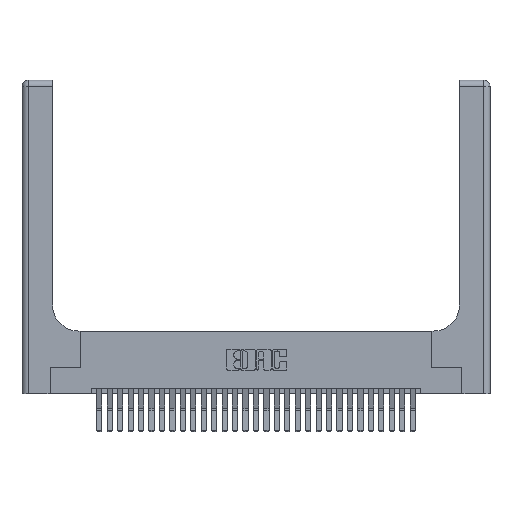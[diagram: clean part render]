
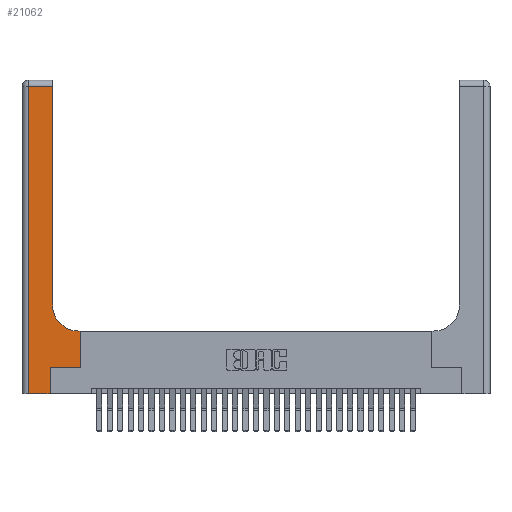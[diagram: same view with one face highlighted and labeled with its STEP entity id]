
A CAD part, top view. The second image highlights one B-rep face of the part: STEP entity #21062.
In plain terms, the highlighted planar face has unit normal (0, 0, 1).
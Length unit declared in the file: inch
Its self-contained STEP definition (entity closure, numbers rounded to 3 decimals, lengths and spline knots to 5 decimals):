
#690 = DIRECTION ( 'NONE',  ( 0., 1., 0. ) ) ;
#850 = CARTESIAN_POINT ( 'NONE',  ( 0., 2.94, 0.37 ) ) ;
#993 = ORIENTED_EDGE ( 'NONE', *, *, #28961, .T. ) ;
#1717 = PLANE ( 'NONE',  #8903 ) ;
#1817 = DIRECTION ( 'NONE',  ( 0., 0., -1. ) ) ;
#1891 = ORIENTED_EDGE ( 'NONE', *, *, #27598, .T. ) ;
#2913 = CARTESIAN_POINT ( 'NONE',  ( 0.269, 0., 0.37 ) ) ;
#3491 = DIRECTION ( 'NONE',  ( 0., 1., 0. ) ) ;
#5140 = CARTESIAN_POINT ( 'NONE',  ( 0.06, 0., 0.37 ) ) ;
#5271 = DIRECTION ( 'NONE',  ( 1., 0., 0. ) ) ;
#5603 = CARTESIAN_POINT ( 'NONE',  ( 0.5585, 0.25, 0.37 ) ) ;
#5663 = CARTESIAN_POINT ( 'NONE',  ( 0.269, 0., 0.37 ) ) ;
#7039 = LINE ( 'NONE', #8197, #20935 ) ;
#7504 = LINE ( 'NONE', #11983, #11977 ) ;
#7557 = ORIENTED_EDGE ( 'NONE', *, *, #17533, .T. ) ;
#7653 = VERTEX_POINT ( 'NONE', #5140 ) ;
#7704 = LINE ( 'NONE', #850, #12216 ) ;
#8197 = CARTESIAN_POINT ( 'NONE',  ( 0.2915, 3., 0.37 ) ) ;
#8572 = CARTESIAN_POINT ( 'NONE',  ( 0.269, 0.25, 0.37 ) ) ;
#8903 = AXIS2_PLACEMENT_3D ( 'NONE', #16215, #1817, #16005 ) ;
#9394 = ORIENTED_EDGE ( 'NONE', *, *, #29110, .T. ) ;
#9835 = ORIENTED_EDGE ( 'NONE', *, *, #22429, .T. ) ;
#10653 = VECTOR ( 'NONE', #26678, 39.37008 ) ;
#11139 = VERTEX_POINT ( 'NONE', #27842 ) ;
#11393 = EDGE_CURVE ( 'NONE', #27982, #7653, #12936, .T. ) ;
#11533 = VECTOR ( 'NONE', #27427, 39.37008 ) ;
#11843 = AXIS2_PLACEMENT_3D ( 'NONE', #28997, #16817, #26366 ) ;
#11945 = CARTESIAN_POINT ( 'NONE',  ( 0.5585, 0.6, 0.37 ) ) ;
#11977 = VECTOR ( 'NONE', #5271, 39.37008 ) ;
#11983 = CARTESIAN_POINT ( 'NONE',  ( 0., 0., 0.37 ) ) ;
#12216 = VECTOR ( 'NONE', #27819, 39.37008 ) ;
#12936 = LINE ( 'NONE', #14384, #10653 ) ;
#13456 = VECTOR ( 'NONE', #28013, 39.37008 ) ;
#13490 = VERTEX_POINT ( 'NONE', #11945 ) ;
#14384 = CARTESIAN_POINT ( 'NONE',  ( 0.06, 3., 0.37 ) ) ;
#14422 = ORIENTED_EDGE ( 'NONE', *, *, #14563, .T. ) ;
#14563 = EDGE_CURVE ( 'NONE', #7653, #25508, #7504, .T. ) ;
#15518 = VECTOR ( 'NONE', #29598, 39.37008 ) ;
#15807 = CARTESIAN_POINT ( 'NONE',  ( 0.269, 0.25, 0.37 ) ) ;
#16005 = DIRECTION ( 'NONE',  ( -1., 0., 0. ) ) ;
#16215 = CARTESIAN_POINT ( 'NONE',  ( 0., 3., 0.37 ) ) ;
#16817 = DIRECTION ( 'NONE',  ( 0., 0., -1. ) ) ;
#17533 = EDGE_CURVE ( 'NONE', #21594, #11139, #7039, .T. ) ;
#17536 = EDGE_CURVE ( 'NONE', #13490, #21500, #26954, .T. ) ;
#17733 = CARTESIAN_POINT ( 'NONE',  ( 0.5585, 0.25, 0.37 ) ) ;
#18763 = ORIENTED_EDGE ( 'NONE', *, *, #11393, .T. ) ;
#18910 = EDGE_CURVE ( 'NONE', #11139, #27982, #7704, .T. ) ;
#20499 = LINE ( 'NONE', #2913, #27267 ) ;
#20935 = VECTOR ( 'NONE', #3491, 39.37008 ) ;
#21062 = ADVANCED_FACE ( 'NONE', ( #21486 ), #1717, .F. ) ;
#21486 = FACE_OUTER_BOUND ( 'NONE', #23800, .T. ) ;
#21500 = VERTEX_POINT ( 'NONE', #24568 ) ;
#21594 = VERTEX_POINT ( 'NONE', #27416 ) ;
#22429 = EDGE_CURVE ( 'NONE', #25508, #25059, #20499, .T. ) ;
#22592 = CARTESIAN_POINT ( 'NONE',  ( 0.2915, 0.6, 0.37 ) ) ;
#23800 = EDGE_LOOP ( 'NONE', ( #7557, #29312, #18763, #14422, #9835, #1891, #9394, #26158, #993 ) ) ;
#24568 = CARTESIAN_POINT ( 'NONE',  ( 0.5415, 0.6, 0.37 ) ) ;
#25059 = VERTEX_POINT ( 'NONE', #15807 ) ;
#25508 = VERTEX_POINT ( 'NONE', #5663 ) ;
#26038 = LINE ( 'NONE', #17733, #15518 ) ;
#26158 = ORIENTED_EDGE ( 'NONE', *, *, #17536, .T. ) ;
#26250 = LINE ( 'NONE', #8572, #13456 ) ;
#26366 = DIRECTION ( 'NONE',  ( 1., 0., 0. ) ) ;
#26678 = DIRECTION ( 'NONE',  ( 0., -1., 0. ) ) ;
#26954 = LINE ( 'NONE', #22592, #11533 ) ;
#27267 = VECTOR ( 'NONE', #690, 39.37008 ) ;
#27416 = CARTESIAN_POINT ( 'NONE',  ( 0.2915, 0.85, 0.37 ) ) ;
#27427 = DIRECTION ( 'NONE',  ( -1., 0., 0. ) ) ;
#27598 = EDGE_CURVE ( 'NONE', #25059, #29570, #26250, .T. ) ;
#27819 = DIRECTION ( 'NONE',  ( -1., 0., 0. ) ) ;
#27842 = CARTESIAN_POINT ( 'NONE',  ( 0.2915, 2.94, 0.37 ) ) ;
#27982 = VERTEX_POINT ( 'NONE', #31044 ) ;
#28013 = DIRECTION ( 'NONE',  ( 1., 0., 0. ) ) ;
#28429 = CIRCLE ( 'NONE', #11843, 0.25 ) ;
#28961 = EDGE_CURVE ( 'NONE', #21500, #21594, #28429, .T. ) ;
#28997 = CARTESIAN_POINT ( 'NONE',  ( 0.5415, 0.85, 0.37 ) ) ;
#29110 = EDGE_CURVE ( 'NONE', #29570, #13490, #26038, .T. ) ;
#29312 = ORIENTED_EDGE ( 'NONE', *, *, #18910, .T. ) ;
#29570 = VERTEX_POINT ( 'NONE', #5603 ) ;
#29598 = DIRECTION ( 'NONE',  ( 0., 1., 0. ) ) ;
#31044 = CARTESIAN_POINT ( 'NONE',  ( 0.06, 2.94, 0.37 ) ) ;
